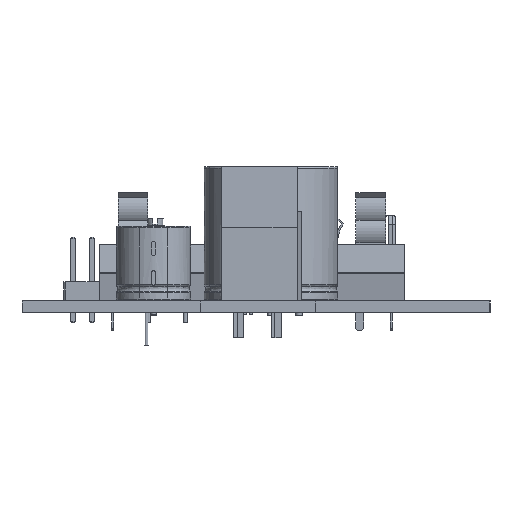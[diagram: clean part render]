
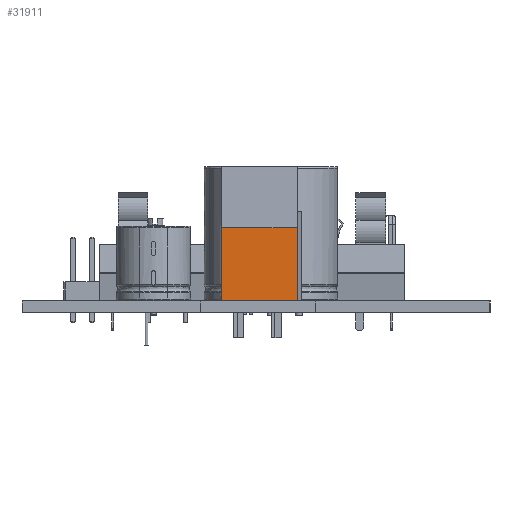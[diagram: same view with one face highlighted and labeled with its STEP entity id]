
A CAD part, left-side view. The second image highlights one B-rep face of the part: STEP entity #31911.
In plain terms, the highlighted face is planar.
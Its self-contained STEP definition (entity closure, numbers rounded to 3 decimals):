
#31294 = PLANE('',#31295);
#31295 = AXIS2_PLACEMENT_3D('',#31296,#31297,#31298);
#31296 = CARTESIAN_POINT('',(-2.54,0.317,9.));
#31297 = DIRECTION('',(1.,0.,0.));
#31298 = DIRECTION('',(0.,0.,1.));
#31390 = PLANE('',#31391);
#31391 = AXIS2_PLACEMENT_3D('',#31392,#31393,#31394);
#31392 = CARTESIAN_POINT('',(2.507,0.066,0.)
  );
#31393 = DIRECTION('',(0.,0.,-1.));
#31394 = DIRECTION('',(-1.,0.,0.));
#31487 = VERTEX_POINT('',#31488);
#31488 = CARTESIAN_POINT('',(-2.54,5.917,0.));
#31509 = EDGE_CURVE('',#31487,#31510,#31512,.T.);
#31510 = VERTEX_POINT('',#31511);
#31511 = CARTESIAN_POINT('',(-2.54,5.917,9.8));
#31512 = SURFACE_CURVE('',#31513,(#31517,#31524),.PCURVE_S1.);
#31513 = LINE('',#31514,#31515);
#31514 = CARTESIAN_POINT('',(-2.54,5.917,0.));
#31515 = VECTOR('',#31516,1.);
#31516 = DIRECTION('',(0.,0.,1.));
#31517 = PCURVE('',#31294,#31518);
#31518 = DEFINITIONAL_REPRESENTATION('',(#31519),#31523);
#31519 = LINE('',#31520,#31521);
#31520 = CARTESIAN_POINT('',(-9.,-5.6));
#31521 = VECTOR('',#31522,1.);
#31522 = DIRECTION('',(1.,0.));
#31523 = ( GEOMETRIC_REPRESENTATION_CONTEXT(2) 
PARAMETRIC_REPRESENTATION_CONTEXT() REPRESENTATION_CONTEXT('2D SPACE',''
  ) );
#31524 = PCURVE('',#31525,#31530);
#31525 = PLANE('',#31526);
#31526 = AXIS2_PLACEMENT_3D('',#31527,#31528,#31529);
#31527 = CARTESIAN_POINT('',(-2.54,5.917,0.));
#31528 = DIRECTION('',(0.,-1.,0.));
#31529 = DIRECTION('',(0.,0.,1.));
#31530 = DEFINITIONAL_REPRESENTATION('',(#31531),#31535);
#31531 = LINE('',#31532,#31533);
#31532 = CARTESIAN_POINT('',(0.,0.));
#31533 = VECTOR('',#31534,1.);
#31534 = DIRECTION('',(1.,0.));
#31535 = ( GEOMETRIC_REPRESENTATION_CONTEXT(2) 
PARAMETRIC_REPRESENTATION_CONTEXT() REPRESENTATION_CONTEXT('2D SPACE',''
  ) );
#31553 = PLANE('',#31554);
#31554 = AXIS2_PLACEMENT_3D('',#31555,#31556,#31557);
#31555 = CARTESIAN_POINT('',(-2.54,3.92,9.8));
#31556 = DIRECTION('',(0.,0.,1.));
#31557 = DIRECTION('',(0.,1.,0.));
#31661 = PLANE('',#31662);
#31662 = AXIS2_PLACEMENT_3D('',#31663,#31664,#31665);
#31663 = CARTESIAN_POINT('',(7.62,0.317,9.));
#31664 = DIRECTION('',(1.,0.,0.));
#31665 = DIRECTION('',(0.,0.,1.));
#31868 = VERTEX_POINT('',#31869);
#31869 = CARTESIAN_POINT('',(7.62,5.917,9.8));
#31890 = EDGE_CURVE('',#31510,#31868,#31891,.T.);
#31891 = SURFACE_CURVE('',#31892,(#31896,#31903),.PCURVE_S1.);
#31892 = LINE('',#31893,#31894);
#31893 = CARTESIAN_POINT('',(-2.54,5.917,9.8));
#31894 = VECTOR('',#31895,1.);
#31895 = DIRECTION('',(1.,0.,0.));
#31896 = PCURVE('',#31553,#31897);
#31897 = DEFINITIONAL_REPRESENTATION('',(#31898),#31902);
#31898 = LINE('',#31899,#31900);
#31899 = CARTESIAN_POINT('',(1.997,0.));
#31900 = VECTOR('',#31901,1.);
#31901 = DIRECTION('',(0.,-1.));
#31902 = ( GEOMETRIC_REPRESENTATION_CONTEXT(2) 
PARAMETRIC_REPRESENTATION_CONTEXT() REPRESENTATION_CONTEXT('2D SPACE',''
  ) );
#31903 = PCURVE('',#31525,#31904);
#31904 = DEFINITIONAL_REPRESENTATION('',(#31905),#31909);
#31905 = LINE('',#31906,#31907);
#31906 = CARTESIAN_POINT('',(9.8,0.));
#31907 = VECTOR('',#31908,1.);
#31908 = DIRECTION('',(0.,-1.));
#31909 = ( GEOMETRIC_REPRESENTATION_CONTEXT(2) 
PARAMETRIC_REPRESENTATION_CONTEXT() REPRESENTATION_CONTEXT('2D SPACE',''
  ) );
#31911 = ADVANCED_FACE('',(#31912),#31525,.F.);
#31912 = FACE_BOUND('',#31913,.F.);
#31913 = EDGE_LOOP('',(#31914,#31915,#31938,#31959));
#31914 = ORIENTED_EDGE('',*,*,#31509,.F.);
#31915 = ORIENTED_EDGE('',*,*,#31916,.T.);
#31916 = EDGE_CURVE('',#31487,#31917,#31919,.T.);
#31917 = VERTEX_POINT('',#31918);
#31918 = CARTESIAN_POINT('',(7.62,5.917,0.));
#31919 = SURFACE_CURVE('',#31920,(#31924,#31931),.PCURVE_S1.);
#31920 = LINE('',#31921,#31922);
#31921 = CARTESIAN_POINT('',(-2.54,5.917,0.));
#31922 = VECTOR('',#31923,1.);
#31923 = DIRECTION('',(1.,0.,0.));
#31924 = PCURVE('',#31525,#31925);
#31925 = DEFINITIONAL_REPRESENTATION('',(#31926),#31930);
#31926 = LINE('',#31927,#31928);
#31927 = CARTESIAN_POINT('',(0.,0.));
#31928 = VECTOR('',#31929,1.);
#31929 = DIRECTION('',(0.,-1.));
#31930 = ( GEOMETRIC_REPRESENTATION_CONTEXT(2) 
PARAMETRIC_REPRESENTATION_CONTEXT() REPRESENTATION_CONTEXT('2D SPACE',''
  ) );
#31931 = PCURVE('',#31390,#31932);
#31932 = DEFINITIONAL_REPRESENTATION('',(#31933),#31937);
#31933 = LINE('',#31934,#31935);
#31934 = CARTESIAN_POINT('',(5.047,5.851));
#31935 = VECTOR('',#31936,1.);
#31936 = DIRECTION('',(-1.,0.));
#31937 = ( GEOMETRIC_REPRESENTATION_CONTEXT(2) 
PARAMETRIC_REPRESENTATION_CONTEXT() REPRESENTATION_CONTEXT('2D SPACE',''
  ) );
#31938 = ORIENTED_EDGE('',*,*,#31939,.T.);
#31939 = EDGE_CURVE('',#31917,#31868,#31940,.T.);
#31940 = SURFACE_CURVE('',#31941,(#31945,#31952),.PCURVE_S1.);
#31941 = LINE('',#31942,#31943);
#31942 = CARTESIAN_POINT('',(7.62,5.917,0.));
#31943 = VECTOR('',#31944,1.);
#31944 = DIRECTION('',(0.,0.,1.));
#31945 = PCURVE('',#31525,#31946);
#31946 = DEFINITIONAL_REPRESENTATION('',(#31947),#31951);
#31947 = LINE('',#31948,#31949);
#31948 = CARTESIAN_POINT('',(0.,-10.16));
#31949 = VECTOR('',#31950,1.);
#31950 = DIRECTION('',(1.,0.));
#31951 = ( GEOMETRIC_REPRESENTATION_CONTEXT(2) 
PARAMETRIC_REPRESENTATION_CONTEXT() REPRESENTATION_CONTEXT('2D SPACE',''
  ) );
#31952 = PCURVE('',#31661,#31953);
#31953 = DEFINITIONAL_REPRESENTATION('',(#31954),#31958);
#31954 = LINE('',#31955,#31956);
#31955 = CARTESIAN_POINT('',(-9.,-5.6));
#31956 = VECTOR('',#31957,1.);
#31957 = DIRECTION('',(1.,0.));
#31958 = ( GEOMETRIC_REPRESENTATION_CONTEXT(2) 
PARAMETRIC_REPRESENTATION_CONTEXT() REPRESENTATION_CONTEXT('2D SPACE',''
  ) );
#31959 = ORIENTED_EDGE('',*,*,#31890,.F.);
